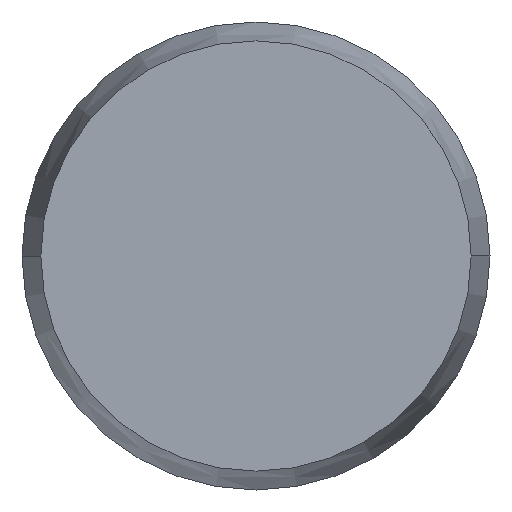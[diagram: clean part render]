
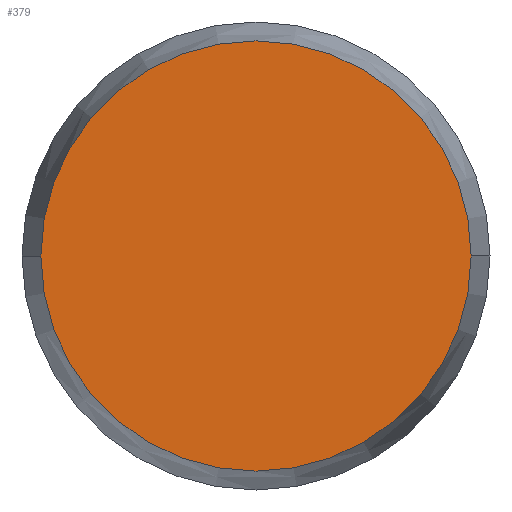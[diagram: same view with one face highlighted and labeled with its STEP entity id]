
A CAD part, left-side view. The second image highlights one B-rep face of the part: STEP entity #379.
In plain terms, the highlighted planar face has unit normal (-1, 0, 0).
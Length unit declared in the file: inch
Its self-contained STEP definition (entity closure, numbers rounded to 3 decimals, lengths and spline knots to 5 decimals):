
#12 = EDGE_CURVE ( 'NONE', #254, #352, #313, .T. ) ;
#13 = EDGE_CURVE ( 'NONE', #352, #254, #275, .T. ) ;
#47 = AXIS2_PLACEMENT_3D ( 'NONE', #201, #84, #82 ) ;
#53 = AXIS2_PLACEMENT_3D ( 'NONE', #142, #144, #136 ) ;
#75 = AXIS2_PLACEMENT_3D ( 'NONE', #95, #175, #131 ) ;
#81 = PLANE ( 'NONE',  #75 ) ;
#82 = DIRECTION ( 'NONE',  ( 0., 1., 0. ) ) ;
#84 = DIRECTION ( 'NONE',  ( 1., 0., 0. ) ) ;
#95 = CARTESIAN_POINT ( 'NONE',  ( 0., 0., 0. ) ) ;
#100 = CARTESIAN_POINT ( 'NONE',  ( 0., 0.115, 0. ) ) ;
#122 = CARTESIAN_POINT ( 'NONE',  ( 0., -0.115, 0. ) ) ;
#131 = DIRECTION ( 'NONE',  ( 0., 1., 0. ) ) ;
#136 = DIRECTION ( 'NONE',  ( 0., 1., 0. ) ) ;
#142 = CARTESIAN_POINT ( 'NONE',  ( 0., 0., 0. ) ) ;
#144 = DIRECTION ( 'NONE',  ( 1., 0., 0. ) ) ;
#175 = DIRECTION ( 'NONE',  ( 1., 0., 0. ) ) ;
#201 = CARTESIAN_POINT ( 'NONE',  ( 0., 0., 0. ) ) ;
#254 = VERTEX_POINT ( 'NONE', #122 ) ;
#275 = CIRCLE ( 'NONE', #53, 0.115 ) ;
#294 = FACE_OUTER_BOUND ( 'NONE', #324, .T. ) ;
#313 = CIRCLE ( 'NONE', #47, 0.115 ) ;
#324 = EDGE_LOOP ( 'NONE', ( #364, #333 ) ) ;
#333 = ORIENTED_EDGE ( 'NONE', *, *, #12, .F. ) ;
#352 = VERTEX_POINT ( 'NONE', #100 ) ;
#364 = ORIENTED_EDGE ( 'NONE', *, *, #13, .F. ) ;
#379 = ADVANCED_FACE ( 'NONE', ( #294 ), #81, .F. ) ;
